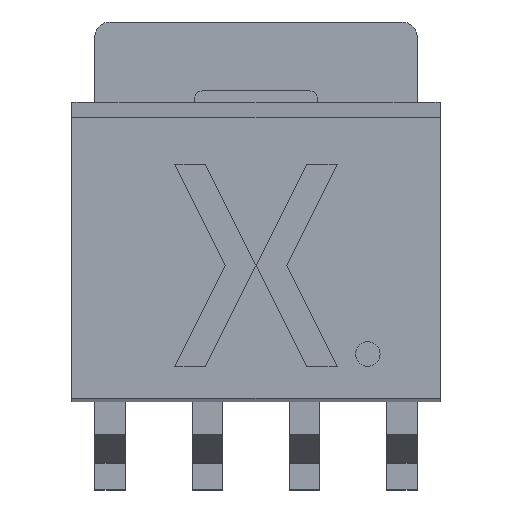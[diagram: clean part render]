
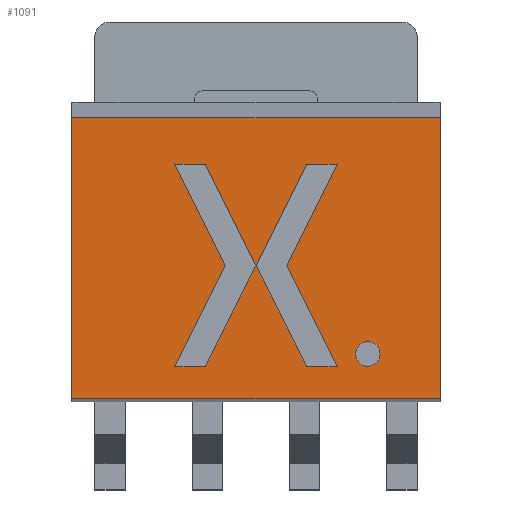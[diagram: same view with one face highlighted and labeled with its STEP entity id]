
A CAD part, top view. The second image highlights one B-rep face of the part: STEP entity #1091.
In plain terms, the highlighted planar face has unit normal (0, 0, 1).
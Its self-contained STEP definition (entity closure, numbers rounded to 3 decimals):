
#1091=ADVANCED_FACE('',(#2147,#2148,#2149),#2150,.T.);
#2147=FACE_OUTER_BOUND('',#3212,.T.);
#2148=FACE_BOUND('',#3213,.T.);
#2149=FACE_BOUND('',#3214,.T.);
#2150=PLANE('',#3215);
#3212=EDGE_LOOP('',(#6344,#6345,#6346,#6347));
#3213=EDGE_LOOP('',(#6348,#6349));
#3214=EDGE_LOOP('',(#6350,#6351,#6352,#6353,#6354,#6355,#6356,#6357,#6358,#6359,#6360,#6361));
#3215=AXIS2_PLACEMENT_3D('',#6362,#6363,#6364);
#6344=ORIENTED_EDGE('',*,*,#7303,.T.);
#6345=ORIENTED_EDGE('',*,*,#6823,.T.);
#6346=ORIENTED_EDGE('',*,*,#7495,.T.);
#6347=ORIENTED_EDGE('',*,*,#6514,.T.);
#6348=ORIENTED_EDGE('',*,*,#7046,.T.);
#6349=ORIENTED_EDGE('',*,*,#7703,.T.);
#6350=ORIENTED_EDGE('',*,*,#7320,.T.);
#6351=ORIENTED_EDGE('',*,*,#7687,.T.);
#6352=ORIENTED_EDGE('',*,*,#7692,.T.);
#6353=ORIENTED_EDGE('',*,*,#7294,.T.);
#6354=ORIENTED_EDGE('',*,*,#7213,.T.);
#6355=ORIENTED_EDGE('',*,*,#6674,.T.);
#6356=ORIENTED_EDGE('',*,*,#7553,.T.);
#6357=ORIENTED_EDGE('',*,*,#7313,.T.);
#6358=ORIENTED_EDGE('',*,*,#6708,.T.);
#6359=ORIENTED_EDGE('',*,*,#7652,.T.);
#6360=ORIENTED_EDGE('',*,*,#7662,.T.);
#6361=ORIENTED_EDGE('',*,*,#7017,.T.);
#6362=CARTESIAN_POINT('',(1.724,2.396,0.748));
#6363=DIRECTION('',(0.0,0.0,1.0));
#6364=DIRECTION('',(1.0,0.0,0.0));
#6514=EDGE_CURVE('',#7836,#7834,#7837,.T.);
#6674=EDGE_CURVE('',#8122,#8123,#8124,.T.);
#6708=EDGE_CURVE('',#8180,#8181,#8182,.T.);
#6823=EDGE_CURVE('',#8373,#8371,#8374,.T.);
#7017=EDGE_CURVE('',#8687,#8688,#8689,.T.);
#7046=EDGE_CURVE('',#8734,#8731,#8735,.T.);
#7213=EDGE_CURVE('',#8977,#8122,#8978,.T.);
#7294=EDGE_CURVE('',#9097,#8977,#9098,.T.);
#7303=EDGE_CURVE('',#7834,#8373,#9109,.T.);
#7313=EDGE_CURVE('',#9122,#8180,#9123,.T.);
#7320=EDGE_CURVE('',#8688,#9130,#9131,.T.);
#7495=EDGE_CURVE('',#8371,#7836,#9354,.T.);
#7553=EDGE_CURVE('',#8123,#9122,#9427,.T.);
#7652=EDGE_CURVE('',#8181,#9540,#9541,.T.);
#7662=EDGE_CURVE('',#9540,#8687,#9552,.T.);
#7687=EDGE_CURVE('',#9130,#9577,#9578,.T.);
#7692=EDGE_CURVE('',#9577,#9097,#9583,.T.);
#7703=EDGE_CURVE('',#8731,#8734,#9594,.T.);
#7834=VERTEX_POINT('',#9770);
#7836=VERTEX_POINT('',#9773);
#7837=LINE('',#9774,#9775);
#8122=VERTEX_POINT('',#10183);
#8123=VERTEX_POINT('',#10184);
#8124=LINE('',#10185,#10186);
#8180=VERTEX_POINT('',#10266);
#8181=VERTEX_POINT('',#10267);
#8182=LINE('',#10268,#10269);
#8371=VERTEX_POINT('',#10545);
#8373=VERTEX_POINT('',#10548);
#8374=LINE('',#10549,#10550);
#8687=VERTEX_POINT('',#11000);
#8688=VERTEX_POINT('',#11001);
#8689=LINE('',#11002,#11003);
#8731=VERTEX_POINT('',#11063);
#8734=VERTEX_POINT('',#11067);
#8735=CIRCLE('',#11068,0.16);
#8977=VERTEX_POINT('',#11425);
#8978=LINE('',#11426,#11427);
#9097=VERTEX_POINT('',#11606);
#9098=LINE('',#11607,#11608);
#9109=LINE('',#11623,#11624);
#9122=VERTEX_POINT('',#11641);
#9123=LINE('',#11642,#11643);
#9130=VERTEX_POINT('',#11653);
#9131=LINE('',#11654,#11655);
#9354=LINE('',#11984,#11985);
#9427=LINE('',#12093,#12094);
#9540=VERTEX_POINT('',#12253);
#9541=LINE('',#12254,#12255);
#9552=LINE('',#12270,#12271);
#9577=VERTEX_POINT('',#12302);
#9578=LINE('',#12303,#12304);
#9583=LINE('',#12310,#12311);
#9594=CIRCLE('',#12323,0.16);
#9770=CARTESIAN_POINT('',(2.405,-1.366,0.748));
#9773=CARTESIAN_POINT('',(-2.405,-1.366,0.748));
#9774=CARTESIAN_POINT('',(1.724,-1.366,0.748));
#9775=VECTOR('',#12403,1.0);
#10183=CARTESIAN_POINT('',(0.0,0.373,0.748));
#10184=CARTESIAN_POINT('',(-0.66,-0.947,0.748));
#10185=CARTESIAN_POINT('',(0.577,1.527,0.748));
#10186=VECTOR('',#12554,1.0);
#10266=CARTESIAN_POINT('',(-0.4,0.373,0.748));
#10267=CARTESIAN_POINT('',(-1.06,1.693,0.748));
#10268=CARTESIAN_POINT('',(-0.592,0.757,0.748));
#10269=VECTOR('',#12588,1.0);
#10545=CARTESIAN_POINT('',(-2.405,2.299,0.748));
#10548=CARTESIAN_POINT('',(2.405,2.299,0.748));
#10549=CARTESIAN_POINT('',(1.724,2.299,0.748));
#10550=VECTOR('',#12704,1.0);
#11000=CARTESIAN_POINT('',(0.0,0.373,0.748));
#11001=CARTESIAN_POINT('',(0.66,1.693,0.748));
#11002=CARTESIAN_POINT('',(0.907,2.187,0.748));
#11003=VECTOR('',#12887,1.0);
#11063=CARTESIAN_POINT('',(1.3,-0.787,0.748));
#11067=CARTESIAN_POINT('',(1.62,-0.787,0.748));
#11068=AXIS2_PLACEMENT_3D('',#12913,#12914,#12915);
#11425=CARTESIAN_POINT('',(0.66,-0.947,0.748));
#11426=CARTESIAN_POINT('',(-0.232,0.837,0.748));
#11427=VECTOR('',#13073,1.0);
#11606=CARTESIAN_POINT('',(1.06,-0.947,0.748));
#11607=CARTESIAN_POINT('',(1.192,-0.947,0.748));
#11608=VECTOR('',#13140,1.0);
#11623=CARTESIAN_POINT('',(2.405,2.396,0.748));
#11624=VECTOR('',#13148,1.0);
#11641=CARTESIAN_POINT('',(-1.06,-0.947,0.748));
#11642=CARTESIAN_POINT('',(-0.113,0.947,0.748));
#11643=VECTOR('',#13159,1.0);
#11653=CARTESIAN_POINT('',(1.06,1.693,0.748));
#11654=CARTESIAN_POINT('',(1.192,1.693,0.748));
#11655=VECTOR('',#13163,1.0);
#11984=CARTESIAN_POINT('',(-2.405,2.396,0.748));
#11985=VECTOR('',#13306,1.0);
#12093=CARTESIAN_POINT('',(0.332,-0.947,0.748));
#12094=VECTOR('',#13348,1.0);
#12253=CARTESIAN_POINT('',(-0.66,1.693,0.748));
#12254=CARTESIAN_POINT('',(0.332,1.693,0.748));
#12255=VECTOR('',#13419,1.0);
#12270=CARTESIAN_POINT('',(-0.562,1.497,0.748));
#12271=VECTOR('',#13427,1.0);
#12302=CARTESIAN_POINT('',(0.4,0.373,0.748));
#12303=CARTESIAN_POINT('',(0.937,1.447,0.748));
#12304=VECTOR('',#13446,1.0);
#12310=CARTESIAN_POINT('',(0.458,0.257,0.748));
#12311=VECTOR('',#13448,1.0);
#12323=AXIS2_PLACEMENT_3D('',#13450,#13451,#13452);
#12403=DIRECTION('',(1.0,0.0,0.0));
#12554=DIRECTION('',(-0.447,-0.894,0.0));
#12588=DIRECTION('',(-0.447,0.894,0.0));
#12704=DIRECTION('',(-1.0,0.0,0.0));
#12887=DIRECTION('',(0.447,0.894,-0.0));
#12913=CARTESIAN_POINT('',(1.46,-0.787,0.748));
#12914=DIRECTION('',(-0.0,0.0,-1.0));
#12915=DIRECTION('',(-1.0,0.0,0.0));
#13073=DIRECTION('',(-0.447,0.894,0.0));
#13140=DIRECTION('',(-1.0,0.0,0.0));
#13148=DIRECTION('',(0.0,1.0,0.0));
#13159=DIRECTION('',(0.447,0.894,-0.0));
#13163=DIRECTION('',(1.0,0.0,0.0));
#13306=DIRECTION('',(0.0,-1.0,0.0));
#13348=DIRECTION('',(-1.0,0.0,0.0));
#13419=DIRECTION('',(1.0,0.0,0.0));
#13427=DIRECTION('',(0.447,-0.894,0.0));
#13446=DIRECTION('',(-0.447,-0.894,0.0));
#13448=DIRECTION('',(0.447,-0.894,0.0));
#13450=CARTESIAN_POINT('',(1.46,-0.787,0.748));
#13451=DIRECTION('',(-0.0,0.0,-1.0));
#13452=DIRECTION('',(-1.0,0.0,0.0));
